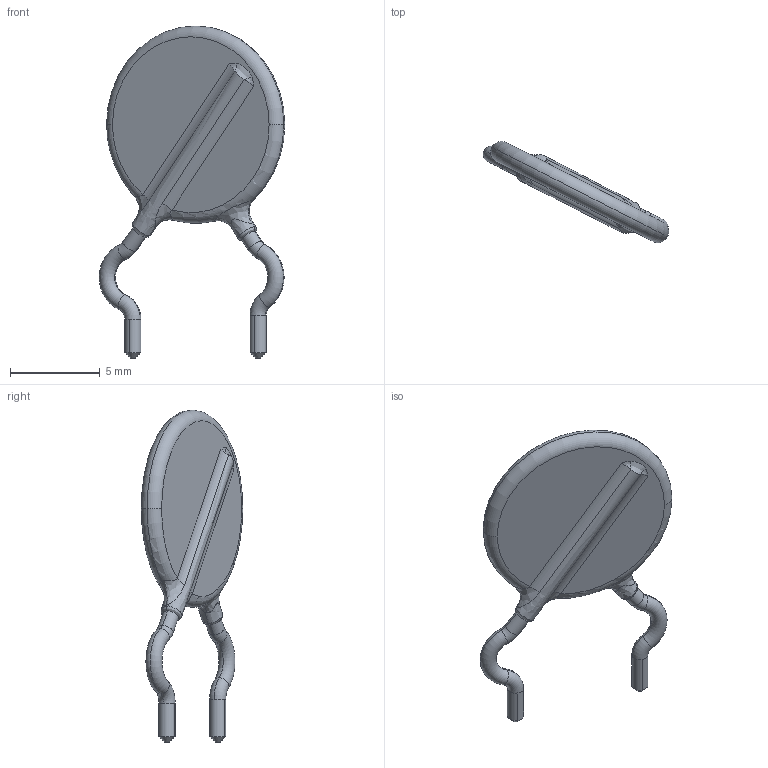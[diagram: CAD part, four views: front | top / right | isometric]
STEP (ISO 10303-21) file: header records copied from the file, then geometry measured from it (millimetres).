
FILE_DESCRIPTION(('FreeCAD Model'),'2;1');
FILE_NAME('RV_Disc_D10_P7.5.step','2016-10-17T10:27:40',( 'Author'),(''),'Open CASCADE STEP processor 6.8','FreeCAD','Unknown' );
FILE_SCHEMA(('AUTOMOTIVE_DESIGN_CC2 { 1 2 10303 214 -1 1 5 4 }'));
Length unit declared in the file: millimetre
Products named in the file (2): ASSEMBLY; RV_Disc_D10_P7.5
Assembly tree (1 placements, depth 2):
  ASSEMBLY
    RV_Disc_D10_P7.5
Bounding box: 10.34 x 5.65 x 18.5 mm (x, y, z)
Volume: 128.3 mm3; surface area: 272.9 mm2
Topology: 1 solids, 1 shells, 58 faces, 142 edges, 82 vertices
Faces by surface type: bspline 20, torus 18, cylinder 12, cone 4, plane 4
Entity records: 10534 total; most frequent: CARTESIAN_POINT 7874, B_SPLINE_CURVE_WITH_KNOTS 292, ORIENTED_EDGE 276, PCURVE 276, DEFINITIONAL_REPRESENTATION 276, DIRECTION 271, EDGE_CURVE 138, SURFACE_CURVE 138
